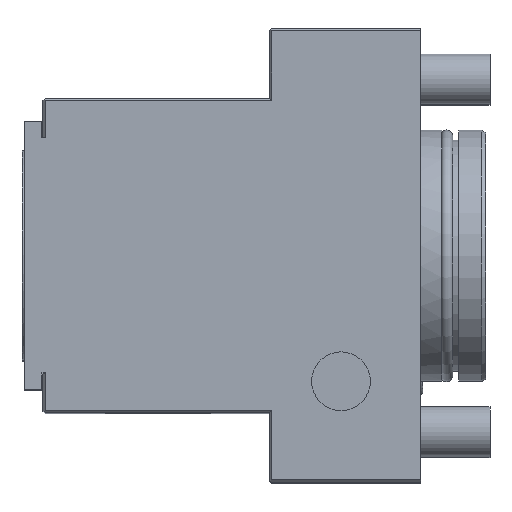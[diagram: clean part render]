
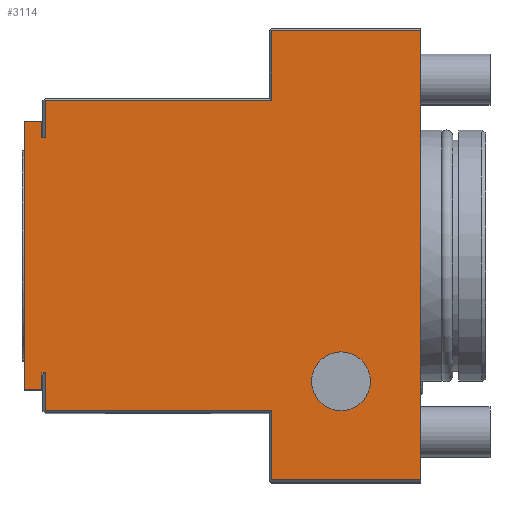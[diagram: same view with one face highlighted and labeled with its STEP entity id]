
A CAD part, top view. The second image highlights one B-rep face of the part: STEP entity #3114.
In plain terms, the highlighted planar face has unit normal (0, 0, 1).
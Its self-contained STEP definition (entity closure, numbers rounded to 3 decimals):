
#494=DIRECTION('',(-0.866,-0.5,0.));
#495=VECTOR('',#494,0.115);
#496=CARTESIAN_POINT('',(-89.4,-28.,69.));
#497=LINE('',#496,#495);
#498=DIRECTION('',(0.,-1.,0.));
#499=VECTOR('',#498,4.);
#500=CARTESIAN_POINT('',(-90.25,-28.,69.));
#501=LINE('',#500,#499);
#502=DIRECTION('',(1.,0.,0.));
#503=VECTOR('',#502,4.25);
#504=CARTESIAN_POINT('',(-94.5,32.,69.));
#505=LINE('',#504,#503);
#506=DIRECTION('',(0.,-1.,0.));
#507=VECTOR('',#506,4.);
#508=CARTESIAN_POINT('',(-90.25,32.,69.));
#509=LINE('',#508,#507);
#510=DIRECTION('',(1.,0.,0.));
#511=VECTOR('',#510,0.85);
#512=CARTESIAN_POINT('',(-90.25,28.,69.));
#513=LINE('',#512,#511);
#514=DIRECTION('',(0.866,-0.5,0.));
#515=VECTOR('',#514,0.115);
#516=CARTESIAN_POINT('',(-89.5,28.058,69.));
#517=LINE('',#516,#515);
#518=DIRECTION('',(0.,1.,0.));
#519=VECTOR('',#518,8.942);
#520=CARTESIAN_POINT('',(-89.5,28.058,69.));
#521=LINE('',#520,#519);
#522=DIRECTION('',(-1.,0.,0.));
#523=VECTOR('',#522,54.);
#524=CARTESIAN_POINT('',(-35.5,37.,69.));
#525=LINE('',#524,#523);
#526=DIRECTION('',(0.,-1.,0.));
#527=VECTOR('',#526,16.5);
#528=CARTESIAN_POINT('',(-35.5,53.5,69.));
#529=LINE('',#528,#527);
#530=DIRECTION('',(1.,0.,0.));
#531=VECTOR('',#530,35.5);
#532=CARTESIAN_POINT('',(-35.5,53.5,69.));
#533=LINE('',#532,#531);
#534=DIRECTION('',(1.,0.,0.));
#535=VECTOR('',#534,35.5);
#536=CARTESIAN_POINT('',(-35.5,-53.5,69.));
#537=LINE('',#536,#535);
#538=DIRECTION('',(0.,-1.,0.));
#539=VECTOR('',#538,16.5);
#540=CARTESIAN_POINT('',(-35.5,-37.,69.));
#541=LINE('',#540,#539);
#542=DIRECTION('',(1.,0.,0.));
#543=VECTOR('',#542,54.);
#544=CARTESIAN_POINT('',(-89.5,-37.,69.));
#545=LINE('',#544,#543);
#546=DIRECTION('',(0.,1.,0.));
#547=VECTOR('',#546,8.942);
#548=CARTESIAN_POINT('',(-89.5,-37.,69.));
#549=LINE('',#548,#547);
#565=DIRECTION('',(1.,0.,0.));
#566=VECTOR('',#565,0.85);
#567=CARTESIAN_POINT('',(-90.25,-28.,69.));
#568=LINE('',#567,#566);
#653=DIRECTION('',(0.,-1.,0.));
#654=VECTOR('',#653,64.);
#655=CARTESIAN_POINT('',(-94.5,32.,69.));
#656=LINE('',#655,#654);
#661=DIRECTION('',(1.,0.,0.));
#662=VECTOR('',#661,4.25);
#663=CARTESIAN_POINT('',(-94.5,-32.,69.));
#664=LINE('',#663,#662);
#1214=DIRECTION('',(0.,1.,0.));
#1215=VECTOR('',#1214,107.);
#1216=CARTESIAN_POINT('',(0.,-53.5,69.));
#1217=LINE('',#1216,#1215);
#1548=CARTESIAN_POINT('',(-19.,-30.,69.));
#1549=DIRECTION('',(0.,0.,-1.));
#1550=DIRECTION('',(1.,0.,0.));
#1551=AXIS2_PLACEMENT_3D('',#1548,#1549,#1550);
#1553=CARTESIAN_POINT('',(-19.,-30.,69.));
#1554=DIRECTION('',(0.,0.,-1.));
#1555=DIRECTION('',(-1.,0.,0.));
#1556=AXIS2_PLACEMENT_3D('',#1553,#1554,#1555);
#2041=CARTESIAN_POINT('',(0.,-53.5,69.));
#2043=VERTEX_POINT('',#2041);
#2047=CARTESIAN_POINT('',(-35.5,-53.5,69.));
#2048=VERTEX_POINT('',#2047);
#2050=CARTESIAN_POINT('',(-89.5,-28.058,69.));
#2052=VERTEX_POINT('',#2050);
#2053=CARTESIAN_POINT('',(-89.5,-37.,69.));
#2054=VERTEX_POINT('',#2053);
#2065=CARTESIAN_POINT('',(-35.5,-37.,69.));
#2066=VERTEX_POINT('',#2065);
#2089=CARTESIAN_POINT('',(-89.5,28.058,69.));
#2091=VERTEX_POINT('',#2089);
#2095=CARTESIAN_POINT('',(-89.5,37.,69.));
#2096=VERTEX_POINT('',#2095);
#2098=CARTESIAN_POINT('',(0.,53.5,69.));
#2100=VERTEX_POINT('',#2098);
#2101=CARTESIAN_POINT('',(-35.5,53.5,69.));
#2102=VERTEX_POINT('',#2101);
#2113=CARTESIAN_POINT('',(-35.5,37.,69.));
#2114=VERTEX_POINT('',#2113);
#2229=CARTESIAN_POINT('',(-12.,-30.,69.));
#2230=CARTESIAN_POINT('',(-26.,-30.,69.));
#2231=VERTEX_POINT('',#2229);
#2232=VERTEX_POINT('',#2230);
#2249=CARTESIAN_POINT('',(-94.5,-32.,69.));
#2251=VERTEX_POINT('',#2249);
#2255=CARTESIAN_POINT('',(-94.5,32.,69.));
#2256=VERTEX_POINT('',#2255);
#2257=CARTESIAN_POINT('',(-90.25,-32.,69.));
#2259=VERTEX_POINT('',#2257);
#2264=CARTESIAN_POINT('',(-90.25,32.,69.));
#2266=VERTEX_POINT('',#2264);
#2267=CARTESIAN_POINT('',(-90.25,28.,69.));
#2268=VERTEX_POINT('',#2267);
#2271=CARTESIAN_POINT('',(-90.25,-28.,69.));
#2272=VERTEX_POINT('',#2271);
#2305=CARTESIAN_POINT('',(-89.4,-28.,69.));
#2306=VERTEX_POINT('',#2305);
#2307=CARTESIAN_POINT('',(-89.4,28.,69.));
#2308=VERTEX_POINT('',#2307);
#3066=CARTESIAN_POINT('',(0.,-54.,69.));
#3067=DIRECTION('',(0.,0.,1.));
#3068=DIRECTION('',(0.,1.,0.));
#3069=AXIS2_PLACEMENT_3D('',#3066,#3067,#3068);
#3070=PLANE('',#3069);
#3072=ORIENTED_EDGE('',*,*,#3071,.F.);
#3074=ORIENTED_EDGE('',*,*,#3073,.F.);
#3076=ORIENTED_EDGE('',*,*,#3075,.T.);
#3078=ORIENTED_EDGE('',*,*,#3077,.F.);
#3080=ORIENTED_EDGE('',*,*,#3079,.F.);
#3082=ORIENTED_EDGE('',*,*,#3081,.T.);
#3084=ORIENTED_EDGE('',*,*,#3083,.T.);
#3086=ORIENTED_EDGE('',*,*,#3085,.T.);
#3088=ORIENTED_EDGE('',*,*,#3087,.F.);
#3090=ORIENTED_EDGE('',*,*,#3089,.T.);
#3091=ORIENTED_EDGE('',*,*,#3054,.F.);
#3093=ORIENTED_EDGE('',*,*,#3092,.F.);
#3095=ORIENTED_EDGE('',*,*,#3094,.T.);
#3097=ORIENTED_EDGE('',*,*,#3096,.F.);
#3099=ORIENTED_EDGE('',*,*,#3098,.F.);
#3101=ORIENTED_EDGE('',*,*,#3100,.F.);
#3103=ORIENTED_EDGE('',*,*,#3102,.F.);
#3105=ORIENTED_EDGE('',*,*,#3104,.T.);
#3106=EDGE_LOOP('',(#3072,#3074,#3076,#3078,#3080,#3082,#3084,#3086,#3088,#3090,
#3091,#3093,#3095,#3097,#3099,#3101,#3103,#3105));
#3107=FACE_OUTER_BOUND('',#3106,.F.);
#3109=ORIENTED_EDGE('',*,*,#3108,.F.);
#3111=ORIENTED_EDGE('',*,*,#3110,.F.);
#3112=EDGE_LOOP('',(#3109,#3111));
#3113=FACE_BOUND('',#3112,.F.);
#3114=ADVANCED_FACE('',(#3107,#3113),#3070,.T.);
#1552=CIRCLE('',#1551,7.);
#1557=CIRCLE('',#1556,7.);
#3054=EDGE_CURVE('',#2114,#2096,#525,.T.);
#3071=EDGE_CURVE('',#2306,#2052,#497,.T.);
#3073=EDGE_CURVE('',#2272,#2306,#568,.T.);
#3075=EDGE_CURVE('',#2272,#2259,#501,.T.);
#3077=EDGE_CURVE('',#2251,#2259,#664,.T.);
#3079=EDGE_CURVE('',#2256,#2251,#656,.T.);
#3081=EDGE_CURVE('',#2256,#2266,#505,.T.);
#3083=EDGE_CURVE('',#2266,#2268,#509,.T.);
#3085=EDGE_CURVE('',#2268,#2308,#513,.T.);
#3087=EDGE_CURVE('',#2091,#2308,#517,.T.);
#3089=EDGE_CURVE('',#2091,#2096,#521,.T.);
#3092=EDGE_CURVE('',#2102,#2114,#529,.T.);
#3094=EDGE_CURVE('',#2102,#2100,#533,.T.);
#3096=EDGE_CURVE('',#2043,#2100,#1217,.T.);
#3098=EDGE_CURVE('',#2048,#2043,#537,.T.);
#3100=EDGE_CURVE('',#2066,#2048,#541,.T.);
#3102=EDGE_CURVE('',#2054,#2066,#545,.T.);
#3104=EDGE_CURVE('',#2054,#2052,#549,.T.);
#3108=EDGE_CURVE('',#2231,#2232,#1552,.T.);
#3110=EDGE_CURVE('',#2232,#2231,#1557,.T.);
